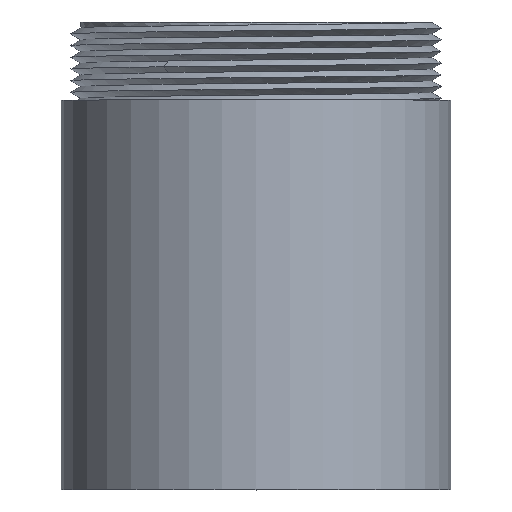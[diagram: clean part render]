
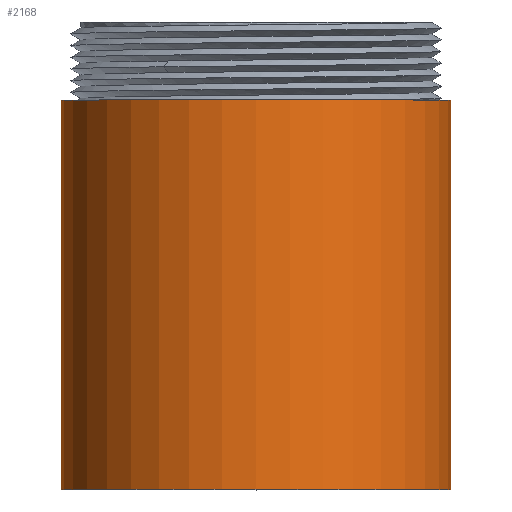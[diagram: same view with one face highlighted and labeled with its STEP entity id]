
A CAD part, top view. The second image highlights one B-rep face of the part: STEP entity #2168.
In plain terms, the highlighted cylindrical face has radius 25 mm (diameter 50 mm), a partial arc.
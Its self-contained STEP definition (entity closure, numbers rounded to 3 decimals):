
#642=CARTESIAN_POINT('',(0.,50.,0.));
#643=DIRECTION('',(0.,-1.,0.));
#644=DIRECTION('',(1.,0.,0.));
#645=AXIS2_PLACEMENT_3D('',#642,#643,#644);
#702=DIRECTION('',(0.,1.,0.));
#703=VECTOR('',#702,50.);
#704=CARTESIAN_POINT('',(25.,0.,0.));
#705=LINE('',#704,#703);
#706=CARTESIAN_POINT('',(0.,0.,0.));
#707=DIRECTION('',(0.,-1.,0.));
#708=DIRECTION('',(1.,0.,0.));
#709=AXIS2_PLACEMENT_3D('',#706,#707,#708);
#711=DIRECTION('',(0.,1.,0.));
#712=VECTOR('',#711,50.);
#713=CARTESIAN_POINT('',(-25.,0.,0.));
#714=LINE('',#713,#712);
#866=CARTESIAN_POINT('',(25.,0.,0.));
#867=CARTESIAN_POINT('',(25.,50.,0.));
#868=VERTEX_POINT('',#866);
#869=VERTEX_POINT('',#867);
#882=CARTESIAN_POINT('',(-25.,0.,0.));
#883=CARTESIAN_POINT('',(-25.,50.,0.));
#884=VERTEX_POINT('',#882);
#885=VERTEX_POINT('',#883);
#2157=CARTESIAN_POINT('',(0.,0.,0.));
#2158=DIRECTION('',(0.,1.,0.));
#2159=DIRECTION('',(1.,0.,0.));
#2160=AXIS2_PLACEMENT_3D('',#2157,#2158,#2159);
#2161=CYLINDRICAL_SURFACE('',#2160,25.);
#2162=ORIENTED_EDGE('',*,*,#2148,.F.);
#2163=ORIENTED_EDGE('',*,*,#934,.T.);
#2164=ORIENTED_EDGE('',*,*,#2151,.T.);
#2165=ORIENTED_EDGE('',*,*,#2133,.F.);
#2166=EDGE_LOOP('',(#2162,#2163,#2164,#2165));
#2167=FACE_OUTER_BOUND('',#2166,.F.);
#2168=ADVANCED_FACE('',(#2167),#2161,.T.);
#646=CIRCLE('',#645,25.);
#710=CIRCLE('',#709,25.);
#934=EDGE_CURVE('',#868,#884,#710,.T.);
#2133=EDGE_CURVE('',#869,#885,#646,.T.);
#2148=EDGE_CURVE('',#868,#869,#705,.T.);
#2151=EDGE_CURVE('',#884,#885,#714,.T.);
